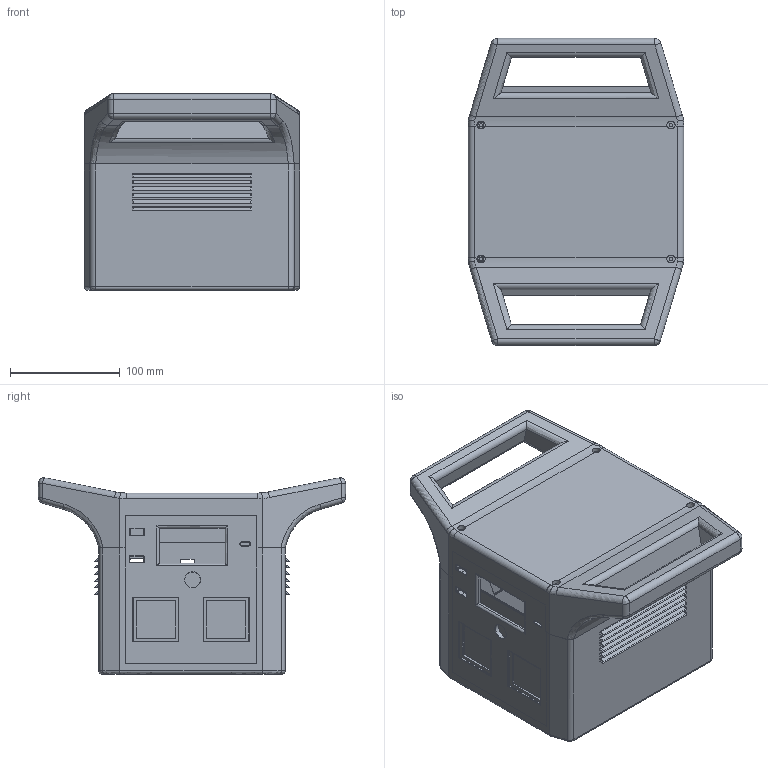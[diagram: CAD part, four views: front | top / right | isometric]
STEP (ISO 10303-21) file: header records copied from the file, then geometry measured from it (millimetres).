
FILE_DESCRIPTION(/* description */ (''),/* implementation_level */ '2;1');
FILE_NAME(/* name */ 'portable Battery revision 2.step',/* time_stamp */ '2025-09-21T12:05:44+05:30',/* author */ (''),/* organization */ (''),/* preprocessor_version */ 'ST-DEVELOPER v20.1',/* originating_system */ 'Autodesk Translation Framework v14.17.0.0',/* authorisation */ '');
FILE_SCHEMA (('AUTOMOTIVE_DESIGN { 1 0 10303 214 3 1 1 }'));
Products named in the file (5): (Unsaved); top (2); bottom ; front panel; battery cover
Assembly tree (4 placements, depth 2):
  (Unsaved)
    top (2)
    bottom 
    front panel
    battery cover
Bounding box: 196.04 x 279.67 x 178.91 mm (x, y, z)
Volume: 1167972.5 mm3; surface area: 599462.7 mm2
Topology: 4 solids, 4 shells, 1975 faces, 5226 edges, 3411 vertices
Faces by surface type: plane 1682, cylinder 154, bspline 116, torus 23
Full cylindrical faces by diameter (mm): 3 x6, 5.5 x6, 5.7 x4, 14.143 x1
Entity records: 63310 total; most frequent: CARTESIAN_POINT 14167, ORIENTED_EDGE 10452, DIRECTION 9383, EDGE_CURVE 5226, LINE 4653, VECTOR 4653, VERTEX_POINT 3411, AXIS2_PLACEMENT_3D 2365
